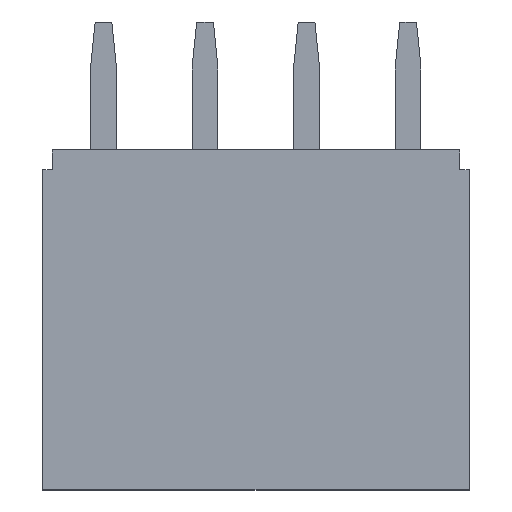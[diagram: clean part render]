
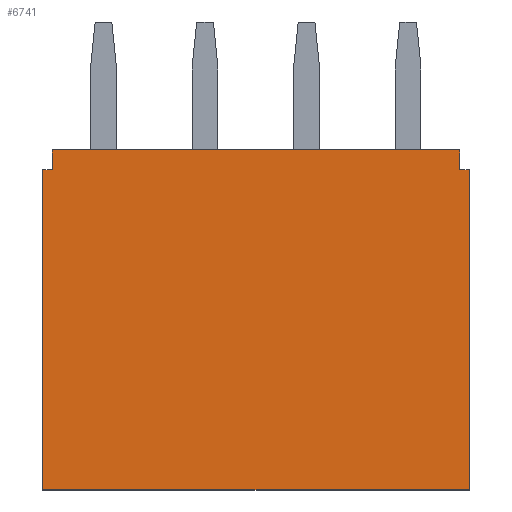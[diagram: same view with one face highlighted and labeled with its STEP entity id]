
A CAD part, top view. The second image highlights one B-rep face of the part: STEP entity #6741.
In plain terms, the highlighted planar face has unit normal (0, 0, 1).
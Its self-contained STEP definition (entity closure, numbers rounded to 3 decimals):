
#2045=DIRECTION('',(1.,0.,0.));
#2046=VECTOR('',#2045,0.23);
#2047=CARTESIAN_POINT('',(3.83,8.,2.5));
#2048=LINE('',#2047,#2046);
#2906=DIRECTION('',(0.,-1.,0.));
#2907=VECTOR('',#2906,8.);
#2908=CARTESIAN_POINT('',(-6.6,8.,2.5));
#2909=LINE('',#2908,#2907);
#2913=DIRECTION('',(-1.,0.,0.));
#2914=VECTOR('',#2913,0.23);
#2915=CARTESIAN_POINT('',(-6.37,8.,2.5));
#2916=LINE('',#2915,#2914);
#2920=DIRECTION('',(-1.,0.,0.));
#2921=VECTOR('',#2920,10.2);
#2922=CARTESIAN_POINT('',(3.83,8.5,2.5));
#2923=LINE('',#2922,#2921);
#2927=DIRECTION('',(0.,1.,0.));
#2928=VECTOR('',#2927,0.5);
#2929=CARTESIAN_POINT('',(3.83,8.,2.5));
#2930=LINE('',#2929,#2928);
#2934=DIRECTION('',(0.,-1.,0.));
#2935=VECTOR('',#2934,8.);
#2936=CARTESIAN_POINT('',(4.06,8.,2.5));
#2937=LINE('',#2936,#2935);
#2990=DIRECTION('',(-1.,0.,0.));
#2991=VECTOR('',#2990,10.66);
#2992=CARTESIAN_POINT('',(4.06,0.,2.5));
#2993=LINE('',#2992,#2991);
#5538=DIRECTION('',(0.,1.,0.));
#5539=VECTOR('',#5538,0.5);
#5540=CARTESIAN_POINT('',(-6.37,8.,2.5));
#5541=LINE('',#5540,#5539);
#5601=CARTESIAN_POINT('',(4.06,8.,2.5));
#5602=VERTEX_POINT('',#5601);
#5603=CARTESIAN_POINT('',(3.83,8.,2.5));
#5604=VERTEX_POINT('',#5603);
#5609=CARTESIAN_POINT('',(-6.37,8.,2.5));
#5610=VERTEX_POINT('',#5609);
#5611=CARTESIAN_POINT('',(-6.6,8.,2.5));
#5612=VERTEX_POINT('',#5611);
#6057=CARTESIAN_POINT('',(-6.6,0.,2.5));
#6058=VERTEX_POINT('',#6057);
#6065=CARTESIAN_POINT('',(-6.37,8.5,2.5));
#6066=VERTEX_POINT('',#6065);
#6089=CARTESIAN_POINT('',(3.83,8.5,2.5));
#6090=VERTEX_POINT('',#6089);
#6142=CARTESIAN_POINT('',(4.06,0.,2.5));
#6144=VERTEX_POINT('',#6142);
#6721=CARTESIAN_POINT('',(-9.14,0.,2.5));
#6722=DIRECTION('',(0.,0.,1.));
#6723=DIRECTION('',(1.,0.,0.));
#6724=AXIS2_PLACEMENT_3D('',#6721,#6722,#6723);
#6725=PLANE('',#6724);
#6726=ORIENTED_EDGE('',*,*,#6264,.T.);
#6728=ORIENTED_EDGE('',*,*,#6727,.T.);
#6730=ORIENTED_EDGE('',*,*,#6729,.T.);
#6731=ORIENTED_EDGE('',*,*,#6706,.F.);
#6732=ORIENTED_EDGE('',*,*,#6272,.F.);
#6734=ORIENTED_EDGE('',*,*,#6733,.T.);
#6736=ORIENTED_EDGE('',*,*,#6735,.F.);
#6738=ORIENTED_EDGE('',*,*,#6737,.F.);
#6739=EDGE_LOOP('',(#6726,#6728,#6730,#6731,#6732,#6734,#6736,#6738));
#6740=FACE_OUTER_BOUND('',#6739,.F.);
#6264=EDGE_CURVE('',#5604,#5602,#2048,.T.);
#6272=EDGE_CURVE('',#5610,#5612,#2916,.T.);
#6706=EDGE_CURVE('',#5612,#6058,#2909,.T.);
#6727=EDGE_CURVE('',#5602,#6144,#2937,.T.);
#6729=EDGE_CURVE('',#6144,#6058,#2993,.T.);
#6733=EDGE_CURVE('',#5610,#6066,#5541,.T.);
#6735=EDGE_CURVE('',#6090,#6066,#2923,.T.);
#6737=EDGE_CURVE('',#5604,#6090,#2930,.T.);
#6741=ADVANCED_FACE('',(#6740),#6725,.T.);
